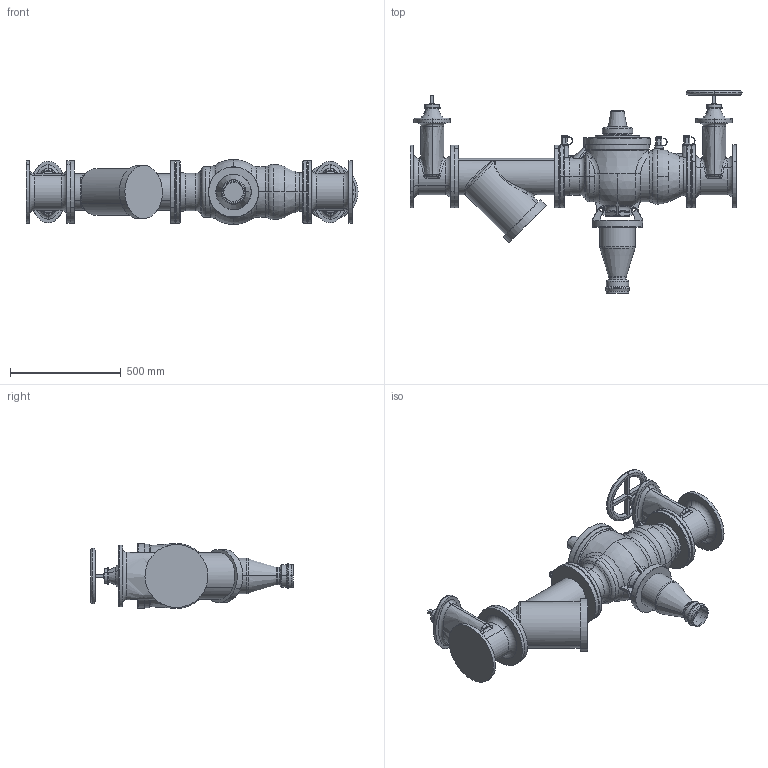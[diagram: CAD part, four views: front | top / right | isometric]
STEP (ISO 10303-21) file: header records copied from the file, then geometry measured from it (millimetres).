
FILE_DESCRIPTION(('CATIA V5 STEP Exchange'),'2;1');
FILE_NAME('STEP_570150_-_TST.stp','2018-12-13T10:29:04+00:00',('none'),('none'),'CATIA Version 5-6 Release 2016 SP4','CATIA V5 STEP AP203','none');
FILE_SCHEMA(('CONFIG_CONTROL_DESIGN'));
Products named in the file (1): 570150 - TST
Bounding box: 1502.15 x 917.5 x 293.86 mm (x, y, z)
Volume: 77812850.3 mm3; surface area: 2510711 mm2
Topology: 1 solids, 5 shells, 1376 faces, 3383 edges, 2056 vertices
Faces by surface type: cylinder 458, torus 339, plane 311, bspline 153, cone 93, sphere 14, extrusion 8
Entity records: 61381 total; most frequent: CARTESIAN_POINT 32325, ORIENTED_EDGE 6756, DIRECTION 4591, EDGE_CURVE 3378, AXIS2_PLACEMENT_3D 2426, VERTEX_POINT 2056, EDGE_LOOP 1444, ADVANCED_FACE 1376
